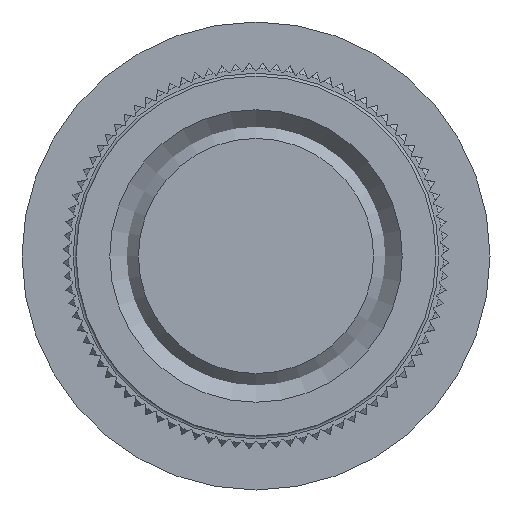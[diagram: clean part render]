
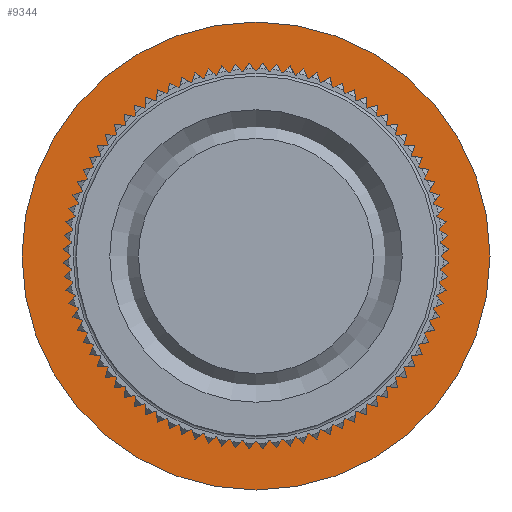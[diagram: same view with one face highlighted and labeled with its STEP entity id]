
A CAD part, front view. The second image highlights one B-rep face of the part: STEP entity #9344.
In plain terms, the highlighted planar face has unit normal (0, -1, 0).
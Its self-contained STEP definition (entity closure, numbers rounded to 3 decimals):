
#994=CIRCLE('',#10341,3.125);
#995=CIRCLE('',#10343,4.);
#2459=ORIENTED_EDGE('',*,*,#5079,.T.);
#2460=ORIENTED_EDGE('',*,*,#5078,.F.);
#5078=EDGE_CURVE('',#6260,#6260,#994,.T.);
#5079=EDGE_CURVE('',#6261,#6261,#995,.T.);
#6260=VERTEX_POINT('',#16224);
#6261=VERTEX_POINT('',#16227);
#8048=EDGE_LOOP('',(#2459));
#8049=EDGE_LOOP('',(#2460));
#8596=FACE_BOUND('',#8048,.T.);
#8597=FACE_BOUND('',#8049,.T.);
#8952=PLANE('',#10342);
#9344=ADVANCED_FACE('',(#8596,#8597),#8952,.T.);
#10341=AXIS2_PLACEMENT_3D('',#16223,#12508,#12509);
#10342=AXIS2_PLACEMENT_3D('',#16225,#12510,#12511);
#10343=AXIS2_PLACEMENT_3D('',#16226,#12512,#12513);
#12508=DIRECTION('',(0.,-1.,0.));
#12509=DIRECTION('',(0.,0.,-1.));
#12510=DIRECTION('',(0.,-1.,0.));
#12511=DIRECTION('',(0.,0.,-1.));
#12512=DIRECTION('',(0.,-1.,0.));
#12513=DIRECTION('',(0.,0.,-1.));
#16223=CARTESIAN_POINT('',(0.,-2.5,0.));
#16224=CARTESIAN_POINT('',(0.,-2.5,-3.125));
#16225=CARTESIAN_POINT('',(3.125,-2.5,0.));
#16226=CARTESIAN_POINT('',(0.,-2.5,0.));
#16227=CARTESIAN_POINT('',(0.,-2.5,-4.));
